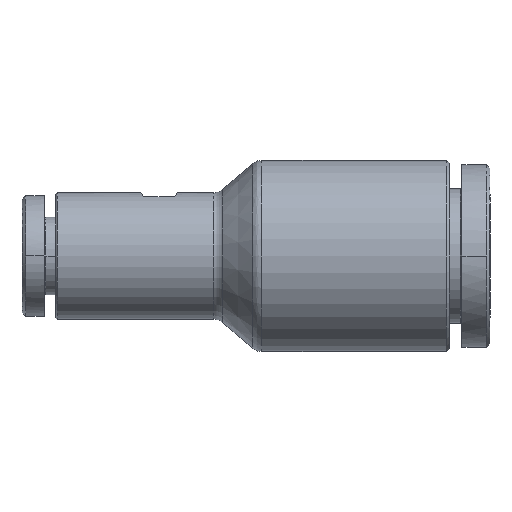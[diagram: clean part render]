
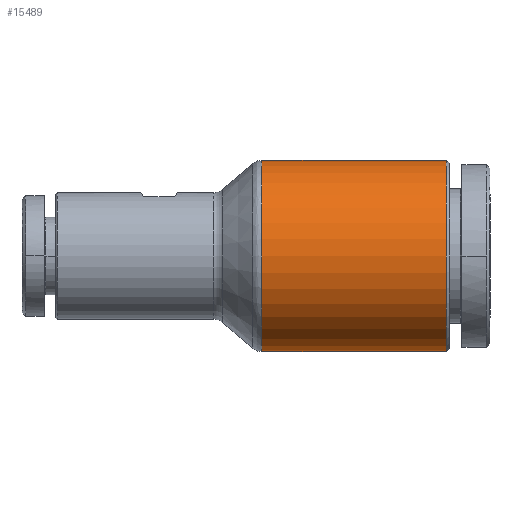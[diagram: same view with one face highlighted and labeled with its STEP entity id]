
A CAD part, front view. The second image highlights one B-rep face of the part: STEP entity #15489.
In plain terms, the highlighted cylindrical face has radius 6.8 mm (diameter 13.6 mm), a partial arc.
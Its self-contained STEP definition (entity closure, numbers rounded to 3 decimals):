
#398 = CARTESIAN_POINT ( 'NONE',  ( -4.932, 0., 6.8 ) ) ;
#1696 = EDGE_CURVE ( 'NONE', #19521, #3855, #15702, .T. ) ;
#1711 = DIRECTION ( 'NONE',  ( -1., 0., 0. ) ) ;
#1723 = VERTEX_POINT ( 'NONE', #18127 ) ;
#3855 = VERTEX_POINT ( 'NONE', #23126 ) ;
#4000 = CARTESIAN_POINT ( 'NONE',  ( 0.7, 0., -6.8 ) ) ;
#4619 = AXIS2_PLACEMENT_3D ( 'NONE', #9938, #1711, #26413 ) ;
#5572 = VECTOR ( 'NONE', #5703, 1000. ) ;
#5664 = EDGE_CURVE ( 'NONE', #3855, #1723, #7036, .T. ) ;
#5703 = DIRECTION ( 'NONE',  ( 1., 0., 0. ) ) ;
#5764 = DIRECTION ( 'NONE',  ( 1., 0., 0. ) ) ;
#6926 = AXIS2_PLACEMENT_3D ( 'NONE', #9514, #18028, #20254 ) ;
#7036 = LINE ( 'NONE', #4000, #18587 ) ;
#9514 = CARTESIAN_POINT ( 'NONE',  ( -4.932, 0., 0. ) ) ;
#9938 = CARTESIAN_POINT ( 'NONE',  ( 8.2, 0., 0. ) ) ;
#10289 = AXIS2_PLACEMENT_3D ( 'NONE', #24037, #5764, #24126 ) ;
#10616 = DIRECTION ( 'NONE',  ( 1., 0., 0. ) ) ;
#10870 = CIRCLE ( 'NONE', #4619, 6.8 ) ;
#13325 = EDGE_CURVE ( 'NONE', #19521, #15325, #24572, .T. ) ;
#15063 = CARTESIAN_POINT ( 'NONE',  ( 0.7, 0., 6.8 ) ) ;
#15325 = VERTEX_POINT ( 'NONE', #17626 ) ;
#15337 = ORIENTED_EDGE ( 'NONE', *, *, #1696, .T. ) ;
#15489 = ADVANCED_FACE ( 'NONE', ( #22541 ), #18659, .T. ) ;
#15702 = CIRCLE ( 'NONE', #6926, 6.8 ) ;
#17626 = CARTESIAN_POINT ( 'NONE',  ( 8.2, 0., 6.8 ) ) ;
#18028 = DIRECTION ( 'NONE',  ( 1., 0., 0. ) ) ;
#18127 = CARTESIAN_POINT ( 'NONE',  ( 8.2, 0., -6.8 ) ) ;
#18352 = ORIENTED_EDGE ( 'NONE', *, *, #18628, .T. ) ;
#18587 = VECTOR ( 'NONE', #10616, 1000. ) ;
#18628 = EDGE_CURVE ( 'NONE', #1723, #15325, #10870, .T. ) ;
#18659 = CYLINDRICAL_SURFACE ( 'NONE', #10289, 6.8 ) ;
#19521 = VERTEX_POINT ( 'NONE', #398 ) ;
#19987 = ORIENTED_EDGE ( 'NONE', *, *, #5664, .T. ) ;
#20254 = DIRECTION ( 'NONE',  ( 0., 0., -1. ) ) ;
#21899 = ORIENTED_EDGE ( 'NONE', *, *, #13325, .F. ) ;
#22541 = FACE_OUTER_BOUND ( 'NONE', #23152, .T. ) ;
#23126 = CARTESIAN_POINT ( 'NONE',  ( -4.932, 0., -6.8 ) ) ;
#23152 = EDGE_LOOP ( 'NONE', ( #21899, #15337, #19987, #18352 ) ) ;
#24037 = CARTESIAN_POINT ( 'NONE',  ( 0.7, 0., 0. ) ) ;
#24126 = DIRECTION ( 'NONE',  ( 0., 0., -1. ) ) ;
#24572 = LINE ( 'NONE', #15063, #5572 ) ;
#26413 = DIRECTION ( 'NONE',  ( 0., 0., -1. ) ) ;
